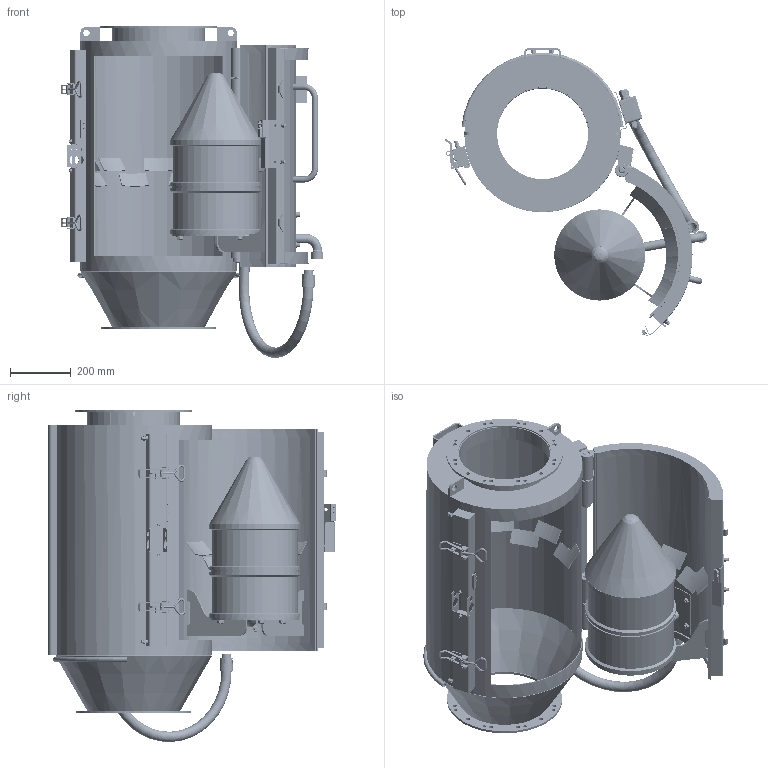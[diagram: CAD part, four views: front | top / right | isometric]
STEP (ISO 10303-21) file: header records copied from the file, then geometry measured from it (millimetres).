
FILE_DESCRIPTION(/* description */ (''),/* implementation_level */ '2;1');
FILE_NAME(/* name */ 'SPEB000064 - Customer.stp',/* time_stamp */ '2014-09-12T10:01:28+02:00',/* author */ ('bs'),/* organization */ (''),/* preprocessor_version */ 'ST-DEVELOPER v15.2',/* originating_system */ 'Autodesk Inventor 2014',/* authorisation */ '');
FILE_SCHEMA (('AUTOMOTIVE_DESIGN { 1 0 10303 214 3 1 1 }'));
Length unit declared in the file: centimetre
Products named in the file (1): SPEB000064 - Customer
Bounding box: 865.54 x 946.81 x 1093.15 mm (x, y, z)
Volume: 29051933.7 mm3; surface area: 7943761.9 mm2
Topology: 39 solids, 146 shells, 8191 faces, 21276 edges, 13786 vertices
Faces by surface type: plane 5025, bspline 1478, cylinder 1040, cone 495, torus 132, sphere 21
Full cylindrical faces by diameter (mm): 3 x12, 3.242 x8, 3.3 x2, 3.5 x4, 4 x25, 4.5 x14, 5 x5, 5.5 x6, 5.6 x6, 6 x10, 6.4 x2, 6.647 x15, 7 x12, 7.323 x15, 8 x31, 8.1 x2, 8.4 x4, 9 x15, 9.5 x2, 10 x16, 10.106 x3, 10.3 x2, 10.5 x4, 11.053 x3, 11.4 x15, 11.5 x20, 12 x14, 13 x7, 14 x25, 14.5 x4
Entity records: 286392 total; most frequent: CARTESIAN_POINT 91632, ORIENTED_EDGE 40652, DIRECTION 33191, EDGE_CURVE 20290, VERTEX_POINT 13511, LINE 13037, VECTOR 13037, AXIS2_PLACEMENT_3D 10077
